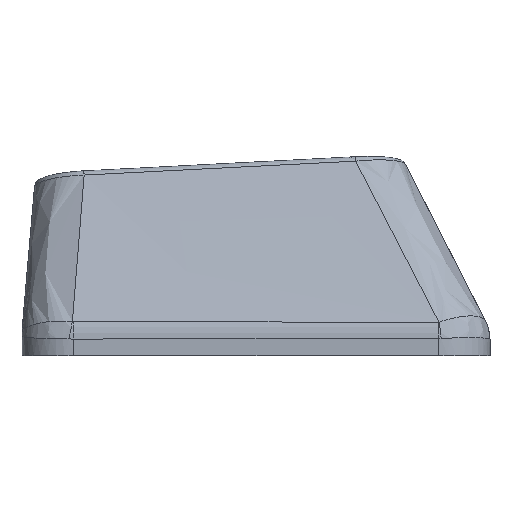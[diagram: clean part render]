
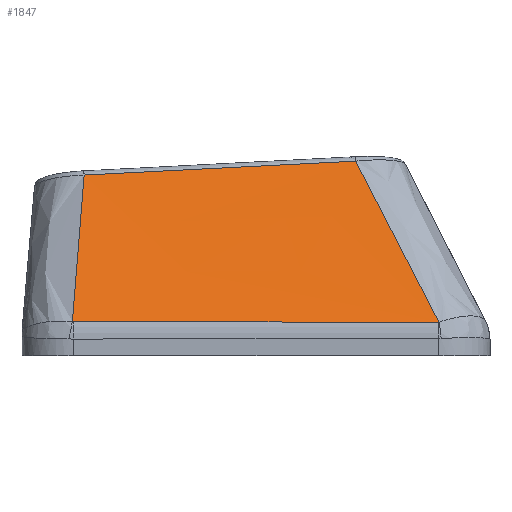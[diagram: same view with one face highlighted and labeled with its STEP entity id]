
A CAD part, left-side view. The second image highlights one B-rep face of the part: STEP entity #1847.
In plain terms, the highlighted free-form (B-spline) face has degree [3, 3] with [4, 4] control points.
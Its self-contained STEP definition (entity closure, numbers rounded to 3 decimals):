
#40=B_SPLINE_SURFACE_WITH_KNOTS('',3,3,((#4378,#4379,#4380,#4381),(#4382,
#4383,#4384,#4385),(#4386,#4387,#4388,#4389),(#4390,#4391,#4392,#4393)),
 .UNSPECIFIED.,.F.,.F.,.F.,(4,4),(4,4),(0.107,0.899),
(0.031,0.956),.UNSPECIFIED.);
#335=FACE_OUTER_BOUND('',#429,.T.);
#429=EDGE_LOOP('',(#1612,#1613,#1614,#1615,#1616,#1617));
#594=B_SPLINE_CURVE_WITH_KNOTS('',3,(#3804,#3805,#3806,#3807),
 .UNSPECIFIED.,.F.,.F.,(4,4),(0.,0.003),
 .UNSPECIFIED.);
#595=B_SPLINE_CURVE_WITH_KNOTS('',3,(#3825,#3826,#3827,#3828),
 .UNSPECIFIED.,.F.,.F.,(4,4),(-1.416,0.),.UNSPECIFIED.);
#598=B_SPLINE_CURVE_WITH_KNOTS('',3,(#3858,#3859,#3860,#3861),
 .UNSPECIFIED.,.F.,.F.,(4,4),(0.,0.004),.UNSPECIFIED.);
#609=B_SPLINE_CURVE_WITH_KNOTS('',3,(#4088,#4089,#4090,#4091),
 .UNSPECIFIED.,.F.,.F.,(4,4),(0.025,0.785),
 .UNSPECIFIED.);
#617=B_SPLINE_CURVE_WITH_KNOTS('',3,(#4318,#4319,#4320,#4321),
 .UNSPECIFIED.,.F.,.F.,(4,4),(0.,1.056),.UNSPECIFIED.);
#620=B_SPLINE_CURVE_WITH_KNOTS('',3,(#4394,#4395,#4396,#4397),
 .UNSPECIFIED.,.F.,.F.,(4,4),(-0.661,-0.023),
 .UNSPECIFIED.);
#817=VERTEX_POINT('',#3766);
#819=VERTEX_POINT('',#3797);
#821=VERTEX_POINT('',#3824);
#823=VERTEX_POINT('',#3851);
#839=VERTEX_POINT('',#4082);
#844=VERTEX_POINT('',#4316);
#1071=EDGE_CURVE('',#817,#819,#594,.T.);
#1072=EDGE_CURVE('',#819,#821,#595,.T.);
#1077=EDGE_CURVE('',#821,#823,#598,.T.);
#1103=EDGE_CURVE('',#839,#817,#609,.T.);
#1118=EDGE_CURVE('',#844,#839,#617,.T.);
#1122=EDGE_CURVE('',#823,#844,#620,.T.);
#1612=ORIENTED_EDGE('',*,*,#1071,.F.);
#1613=ORIENTED_EDGE('',*,*,#1103,.F.);
#1614=ORIENTED_EDGE('',*,*,#1118,.F.);
#1615=ORIENTED_EDGE('',*,*,#1122,.F.);
#1616=ORIENTED_EDGE('',*,*,#1077,.F.);
#1617=ORIENTED_EDGE('',*,*,#1072,.F.);
#1847=ADVANCED_FACE('',(#335),#40,.F.);
#3766=CARTESIAN_POINT('',(-8.943,-7.107,0.299));
#3797=CARTESIAN_POINT('',(-8.944,-7.079,0.298));
#3804=CARTESIAN_POINT('Ctrl Pts',(-8.943,-7.107,0.299));
#3805=CARTESIAN_POINT('Ctrl Pts',(-8.944,-7.098,0.298));
#3806=CARTESIAN_POINT('Ctrl Pts',(-8.944,-7.088,0.298));
#3807=CARTESIAN_POINT('Ctrl Pts',(-8.944,-7.079,0.298));
#3824=CARTESIAN_POINT('',(-8.921,7.082,0.318));
#3825=CARTESIAN_POINT('Ctrl Pts',(-8.944,-7.079,0.298));
#3826=CARTESIAN_POINT('Ctrl Pts',(-8.937,-2.359,0.304));
#3827=CARTESIAN_POINT('Ctrl Pts',(-8.929,2.361,0.311));
#3828=CARTESIAN_POINT('Ctrl Pts',(-8.921,7.082,0.318));
#3851=CARTESIAN_POINT('',(-8.919,7.125,0.322));
#3858=CARTESIAN_POINT('Ctrl Pts',(-8.921,7.082,0.318));
#3859=CARTESIAN_POINT('Ctrl Pts',(-8.921,7.096,0.318));
#3860=CARTESIAN_POINT('Ctrl Pts',(-8.92,7.111,0.319));
#3861=CARTESIAN_POINT('Ctrl Pts',(-8.919,7.125,0.322));
#4082=CARTESIAN_POINT('',(-6.065,-3.872,6.549));
#4088=CARTESIAN_POINT('Ctrl Pts',(-6.065,-3.872,6.549));
#4089=CARTESIAN_POINT('Ctrl Pts',(-7.027,-4.953,4.467));
#4090=CARTESIAN_POINT('Ctrl Pts',(-7.986,-6.03,2.384));
#4091=CARTESIAN_POINT('Ctrl Pts',(-8.943,-7.107,0.299));
#4316=CARTESIAN_POINT('',(-6.069,6.671,6.009));
#4318=CARTESIAN_POINT('Ctrl Pts',(-6.069,6.671,6.009));
#4319=CARTESIAN_POINT('Ctrl Pts',(-6.068,3.156,6.189));
#4320=CARTESIAN_POINT('Ctrl Pts',(-6.066,-0.358,
6.368));
#4321=CARTESIAN_POINT('Ctrl Pts',(-6.065,-3.872,6.549));
#4378=CARTESIAN_POINT('Ctrl Pts',(-6.065,7.032,6.));
#4379=CARTESIAN_POINT('Ctrl Pts',(-7.025,7.063,4.09));
#4380=CARTESIAN_POINT('Ctrl Pts',(-7.984,7.095,2.181));
#4381=CARTESIAN_POINT('Ctrl Pts',(-8.944,7.126,0.272));
#4382=CARTESIAN_POINT('Ctrl Pts',(-6.065,3.271,6.189));
#4383=CARTESIAN_POINT('Ctrl Pts',(-7.025,2.975,4.219));
#4384=CARTESIAN_POINT('Ctrl Pts',(-7.984,2.678,2.25));
#4385=CARTESIAN_POINT('Ctrl Pts',(-8.944,2.382,0.28));
#4386=CARTESIAN_POINT('Ctrl Pts',(-6.065,-0.49,
6.378));
#4387=CARTESIAN_POINT('Ctrl Pts',(-7.025,-1.114,4.349));
#4388=CARTESIAN_POINT('Ctrl Pts',(-7.984,-1.738,2.319));
#4389=CARTESIAN_POINT('Ctrl Pts',(-8.944,-2.363,0.289));
#4390=CARTESIAN_POINT('Ctrl Pts',(-6.065,-4.25,6.568));
#4391=CARTESIAN_POINT('Ctrl Pts',(-7.025,-5.203,4.478));
#4392=CARTESIAN_POINT('Ctrl Pts',(-7.984,-6.155,2.388));
#4393=CARTESIAN_POINT('Ctrl Pts',(-8.944,-7.107,0.298));
#4394=CARTESIAN_POINT('Ctrl Pts',(-8.919,7.125,0.322));
#4395=CARTESIAN_POINT('Ctrl Pts',(-7.967,6.971,2.217));
#4396=CARTESIAN_POINT('Ctrl Pts',(-7.016,6.819,4.112));
#4397=CARTESIAN_POINT('Ctrl Pts',(-6.069,6.671,6.009));
